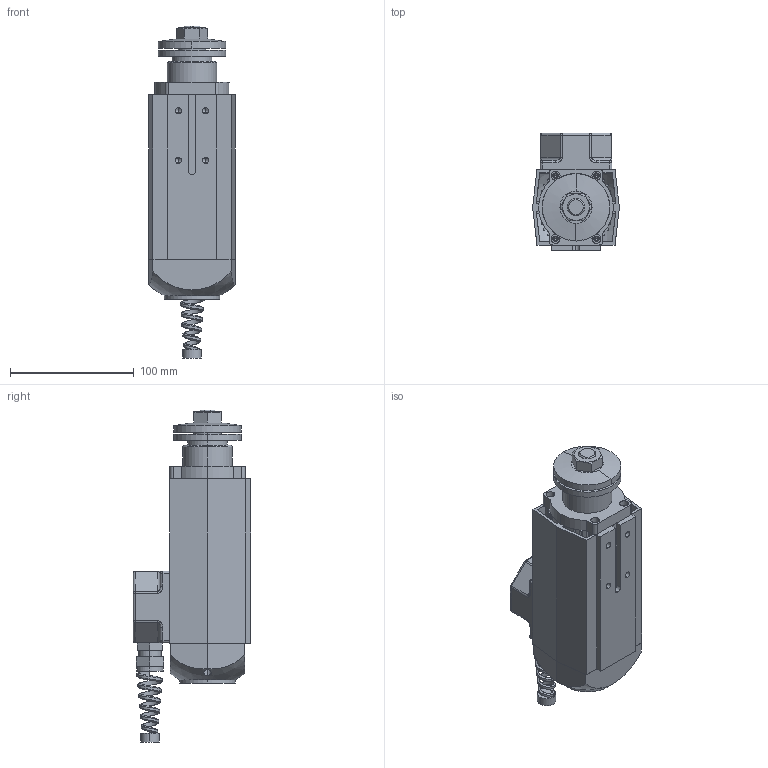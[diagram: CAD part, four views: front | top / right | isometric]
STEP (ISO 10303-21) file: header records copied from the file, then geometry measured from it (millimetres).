
FILE_DESCRIPTION (( 'STEP AP214' ), '1' );
FILE_NAME ('0.37KW猾晚儂.STEP', '2021-05-11T05:30:23', ( '萇齟' ), ( '' ), 'SwSTEP 2.0', 'SolidWorks 2018', '' );
FILE_SCHEMA (( 'AUTOMOTIVE_DESIGN' ));
Length unit declared in the file: millimetre
Products named in the file (8): fengzhao; duangai; 0.37zhou; huijiehe; 0.37luomu; 0.37jike; 0.37KW猾晚儂; jiexianduan
Assembly tree (7 placements, depth 2):
  0.37KW猾晚儂
    0.37jike
    duangai
    fengzhao
    0.37zhou
    0.37luomu
    huijiehe
    jiexianduan
Bounding box: 70 x 95 x 268 mm (x, y, z)
Volume: 404171.7 mm3; surface area: 163302.1 mm2
Topology: 7 solids, 7 shells, 465 faces, 1247 edges, 786 vertices
Faces by surface type: plane 225, cylinder 174, cone 38, sphere 16, bspline 12
Entity records: 18639 total; most frequent: CARTESIAN_POINT 6171, DIRECTION 2516, ORIENTED_EDGE 2438, EDGE_CURVE 1219, AXIS2_PLACEMENT_3D 874, VERTEX_POINT 786, LINE 768, VECTOR 768
